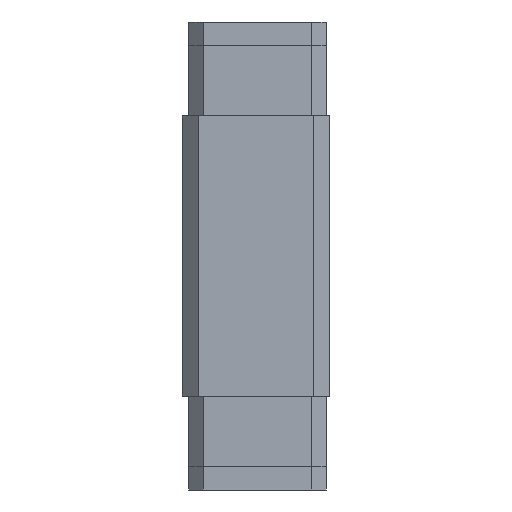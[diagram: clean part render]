
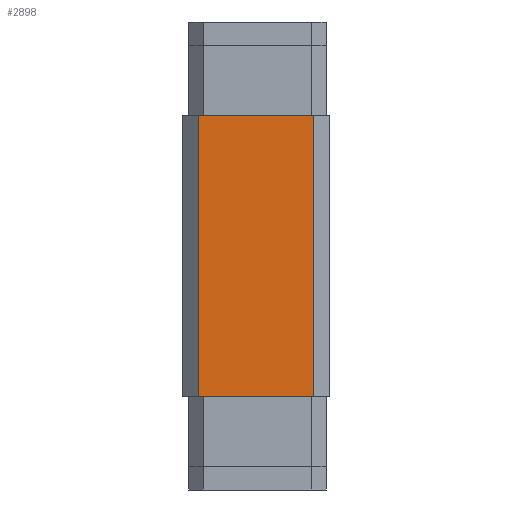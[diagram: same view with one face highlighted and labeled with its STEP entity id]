
A CAD part, left-side view. The second image highlights one B-rep face of the part: STEP entity #2898.
In plain terms, the highlighted planar face has unit normal (-1, 0, 0).
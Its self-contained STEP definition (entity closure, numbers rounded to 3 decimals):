
#287 = EDGE_LOOP ( 'NONE', ( #4226, #1381, #11425, #4907 ) ) ;
#501 = LINE ( 'NONE', #2189, #3926 ) ;
#1381 = ORIENTED_EDGE ( 'NONE', *, *, #9743, .F. ) ;
#1428 = CARTESIAN_POINT ( 'NONE',  ( -6., -1.95, 4.8 ) ) ;
#2189 = CARTESIAN_POINT ( 'NONE',  ( -6., 1.95, 4.8 ) ) ;
#2221 = CARTESIAN_POINT ( 'NONE',  ( -6., -1.95, 4.8 ) ) ;
#2246 = CARTESIAN_POINT ( 'NONE',  ( -6., 1.95, -4.8 ) ) ;
#2438 = DIRECTION ( 'NONE',  ( 0., 0., -1. ) ) ;
#2756 = LINE ( 'NONE', #5596, #5030 ) ;
#2898 = ADVANCED_FACE ( 'NONE', ( #11738 ), #4816, .F. ) ;
#3926 = VECTOR ( 'NONE', #10243, 1000. ) ;
#4190 = VECTOR ( 'NONE', #2438, 1000. ) ;
#4226 = ORIENTED_EDGE ( 'NONE', *, *, #10035, .T. ) ;
#4779 = DIRECTION ( 'NONE',  ( 1., 0., 0. ) ) ;
#4793 = LINE ( 'NONE', #1428, #5520 ) ;
#4816 = PLANE ( 'NONE',  #11176 ) ;
#4817 = VERTEX_POINT ( 'NONE', #10791 ) ;
#4907 = ORIENTED_EDGE ( 'NONE', *, *, #5440, .T. ) ;
#5006 = DIRECTION ( 'NONE',  ( 0., -1., 0. ) ) ;
#5030 = VECTOR ( 'NONE', #8289, 1000. ) ;
#5440 = EDGE_CURVE ( 'NONE', #6710, #9678, #501, .T. ) ;
#5520 = VECTOR ( 'NONE', #5006, 1000. ) ;
#5596 = CARTESIAN_POINT ( 'NONE',  ( -6., -1.95, -4.8 ) ) ;
#5661 = CARTESIAN_POINT ( 'NONE',  ( -6., -1.95, 4.8 ) ) ;
#5789 = DIRECTION ( 'NONE',  ( 0., 0., -1. ) ) ;
#6322 = LINE ( 'NONE', #10536, #4190 ) ;
#6710 = VERTEX_POINT ( 'NONE', #8337 ) ;
#7855 = VERTEX_POINT ( 'NONE', #5661 ) ;
#8024 = EDGE_CURVE ( 'NONE', #6710, #7855, #4793, .T. ) ;
#8289 = DIRECTION ( 'NONE',  ( 0., -1., 0. ) ) ;
#8337 = CARTESIAN_POINT ( 'NONE',  ( -6., 1.95, 4.8 ) ) ;
#9678 = VERTEX_POINT ( 'NONE', #2246 ) ;
#9743 = EDGE_CURVE ( 'NONE', #7855, #4817, #6322, .T. ) ;
#10035 = EDGE_CURVE ( 'NONE', #9678, #4817, #2756, .T. ) ;
#10243 = DIRECTION ( 'NONE',  ( 0., 0., -1. ) ) ;
#10536 = CARTESIAN_POINT ( 'NONE',  ( -6., -1.95, 4.8 ) ) ;
#10791 = CARTESIAN_POINT ( 'NONE',  ( -6., -1.95, -4.8 ) ) ;
#11176 = AXIS2_PLACEMENT_3D ( 'NONE', #2221, #4779, #5789 ) ;
#11425 = ORIENTED_EDGE ( 'NONE', *, *, #8024, .F. ) ;
#11738 = FACE_OUTER_BOUND ( 'NONE', #287, .T. ) ;
